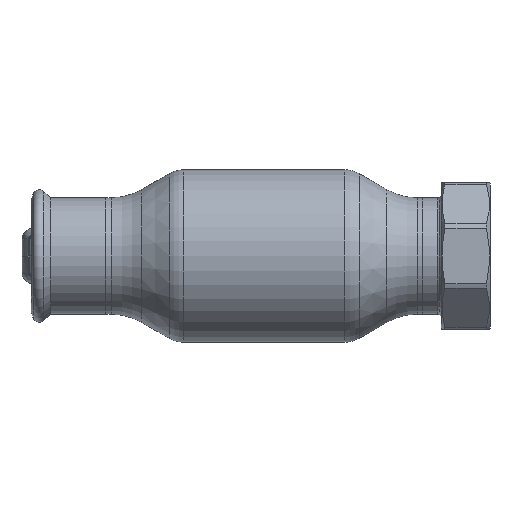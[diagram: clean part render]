
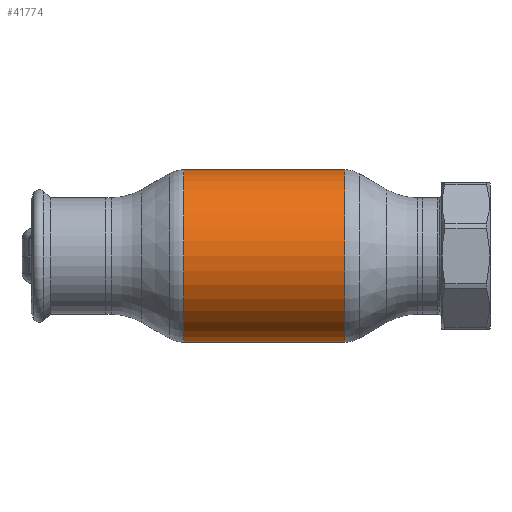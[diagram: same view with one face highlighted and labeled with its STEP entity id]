
A CAD part, front view. The second image highlights one B-rep face of the part: STEP entity #41774.
In plain terms, the highlighted cylindrical face has radius 42.5 mm (diameter 85 mm), a partial arc.
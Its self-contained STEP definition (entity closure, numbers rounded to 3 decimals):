
#67 = CARTESIAN_POINT ( 'NONE',  ( -62.69, 0., -42.5 ) ) ;
#935 = DIRECTION ( 'NONE',  ( -1., 0., 0. ) ) ;
#2834 = EDGE_CURVE ( 'NONE', #15702, #15796, #40518, .T. ) ;
#3648 = AXIS2_PLACEMENT_3D ( 'NONE', #26852, #49272, #8650 ) ;
#4694 = ORIENTED_EDGE ( 'NONE', *, *, #2834, .T. ) ;
#8650 = DIRECTION ( 'NONE',  ( 0., 0., 1. ) ) ;
#9378 = ORIENTED_EDGE ( 'NONE', *, *, #45638, .F. ) ;
#9966 = ORIENTED_EDGE ( 'NONE', *, *, #31462, .F. ) ;
#10181 = CARTESIAN_POINT ( 'NONE',  ( -39.749, 0., 42.5 ) ) ;
#10845 = CIRCLE ( 'NONE', #47745, 42.5 ) ;
#13597 = DIRECTION ( 'NONE',  ( 0., 0., 1. ) ) ;
#14010 = CARTESIAN_POINT ( 'NONE',  ( 39.749, 0., 0. ) ) ;
#14603 = CARTESIAN_POINT ( 'NONE',  ( -39.749, 0., -42.5 ) ) ;
#15702 = VERTEX_POINT ( 'NONE', #65138 ) ;
#15764 = AXIS2_PLACEMENT_3D ( 'NONE', #14010, #29779, #63370 ) ;
#15796 = VERTEX_POINT ( 'NONE', #10181 ) ;
#15881 = VECTOR ( 'NONE', #60183, 1000. ) ;
#17754 = CIRCLE ( 'NONE', #15764, 42.5 ) ;
#19972 = ORIENTED_EDGE ( 'NONE', *, *, #51578, .T. ) ;
#20304 = EDGE_LOOP ( 'NONE', ( #9966, #19972, #4694, #9378 ) ) ;
#26263 = CARTESIAN_POINT ( 'NONE',  ( -62.69, 0., 42.5 ) ) ;
#26852 = CARTESIAN_POINT ( 'NONE',  ( -62.69, 0., 0. ) ) ;
#29494 = VERTEX_POINT ( 'NONE', #32941 ) ;
#29779 = DIRECTION ( 'NONE',  ( -1., 0., 0. ) ) ;
#31462 = EDGE_CURVE ( 'NONE', #29494, #38148, #33324, .T. ) ;
#32941 = CARTESIAN_POINT ( 'NONE',  ( 39.749, 0., -42.5 ) ) ;
#33324 = LINE ( 'NONE', #67, #15881 ) ;
#33835 = CARTESIAN_POINT ( 'NONE',  ( -39.749, 0., 0. ) ) ;
#38148 = VERTEX_POINT ( 'NONE', #14603 ) ;
#40518 = LINE ( 'NONE', #26263, #52408 ) ;
#41774 = ADVANCED_FACE ( 'NONE', ( #65264 ), #43147, .T. ) ;
#43147 = CYLINDRICAL_SURFACE ( 'NONE', #3648, 42.5 ) ;
#45638 = EDGE_CURVE ( 'NONE', #38148, #15796, #10845, .T. ) ;
#47745 = AXIS2_PLACEMENT_3D ( 'NONE', #33835, #64089, #13597 ) ;
#49272 = DIRECTION ( 'NONE',  ( -1., 0., 0. ) ) ;
#51578 = EDGE_CURVE ( 'NONE', #29494, #15702, #17754, .T. ) ;
#52408 = VECTOR ( 'NONE', #935, 1000. ) ;
#60183 = DIRECTION ( 'NONE',  ( -1., 0., 0. ) ) ;
#63370 = DIRECTION ( 'NONE',  ( 0., 0., 1. ) ) ;
#64089 = DIRECTION ( 'NONE',  ( -1., 0., 0. ) ) ;
#65138 = CARTESIAN_POINT ( 'NONE',  ( 39.749, 0., 42.5 ) ) ;
#65264 = FACE_OUTER_BOUND ( 'NONE', #20304, .T. ) ;
